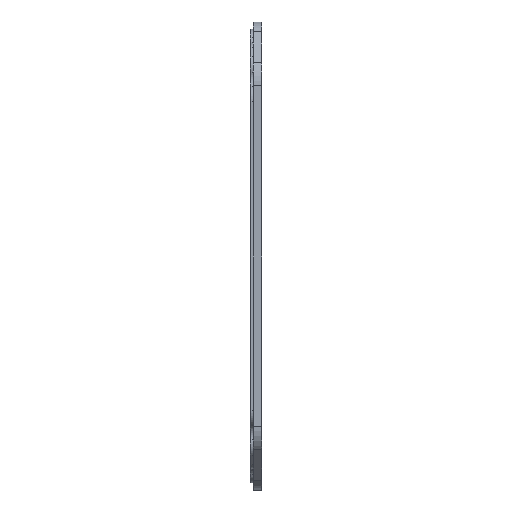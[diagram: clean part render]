
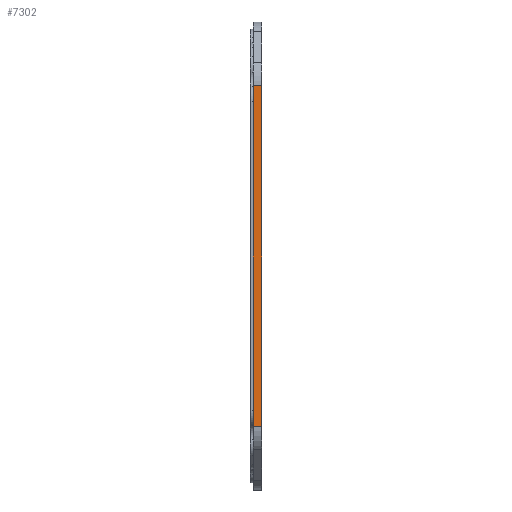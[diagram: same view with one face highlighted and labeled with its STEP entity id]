
A CAD part, left-side view. The second image highlights one B-rep face of the part: STEP entity #7302.
In plain terms, the highlighted planar face has unit normal (-1, 0, 0).
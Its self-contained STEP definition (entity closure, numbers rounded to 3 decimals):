
#584=FACE_OUTER_BOUND('',#1051,.T.);
#1051=EDGE_LOOP('',(#5548,#5549,#5550,#5551));
#1360=LINE('',#11136,#1906);
#1598=LINE('',#12226,#2144);
#1599=LINE('',#12230,#2145);
#1600=LINE('',#12231,#2146);
#1906=VECTOR('',#8594,10.);
#2144=VECTOR('',#9718,10.);
#2145=VECTOR('',#9723,10.);
#2146=VECTOR('',#9724,10.);
#2981=VERTEX_POINT('',#11133);
#2982=VERTEX_POINT('',#11135);
#3351=VERTEX_POINT('',#12225);
#3352=VERTEX_POINT('',#12229);
#3675=EDGE_CURVE('',#2981,#2982,#1360,.T.);
#4181=EDGE_CURVE('',#3351,#2981,#1598,.T.);
#4183=EDGE_CURVE('',#2982,#3352,#1599,.T.);
#4184=EDGE_CURVE('',#3352,#3351,#1600,.T.);
#5548=ORIENTED_EDGE('',*,*,#4183,.F.);
#5549=ORIENTED_EDGE('',*,*,#3675,.F.);
#5550=ORIENTED_EDGE('',*,*,#4181,.F.);
#5551=ORIENTED_EDGE('',*,*,#4184,.F.);
#7042=PLANE('',#8028);
#7302=ADVANCED_FACE('',(#584),#7042,.T.);
#8028=AXIS2_PLACEMENT_3D('',#12228,#9721,#9722);
#8594=DIRECTION('',(0.,0.,1.));
#9718=DIRECTION('',(0.,1.,0.));
#9721=DIRECTION('center_axis',(-1.,0.,0.));
#9722=DIRECTION('ref_axis',(0.,0.,-1.));
#9723=DIRECTION('',(0.,-1.,0.));
#9724=DIRECTION('',(0.,0.,-1.));
#11133=CARTESIAN_POINT('',(-140.,5.,-16.716));
#11135=CARTESIAN_POINT('',(-140.,5.,186.716));
#11136=CARTESIAN_POINT('',(-140.,5.,-55.));
#12225=CARTESIAN_POINT('',(-140.,0.,-16.716));
#12226=CARTESIAN_POINT('',(-140.,5.,-16.716));
#12228=CARTESIAN_POINT('Origin',(-140.,5.,225.));
#12229=CARTESIAN_POINT('',(-140.,0.,186.716));
#12230=CARTESIAN_POINT('',(-140.,5.,186.716));
#12231=CARTESIAN_POINT('',(-140.,0.,155.));
